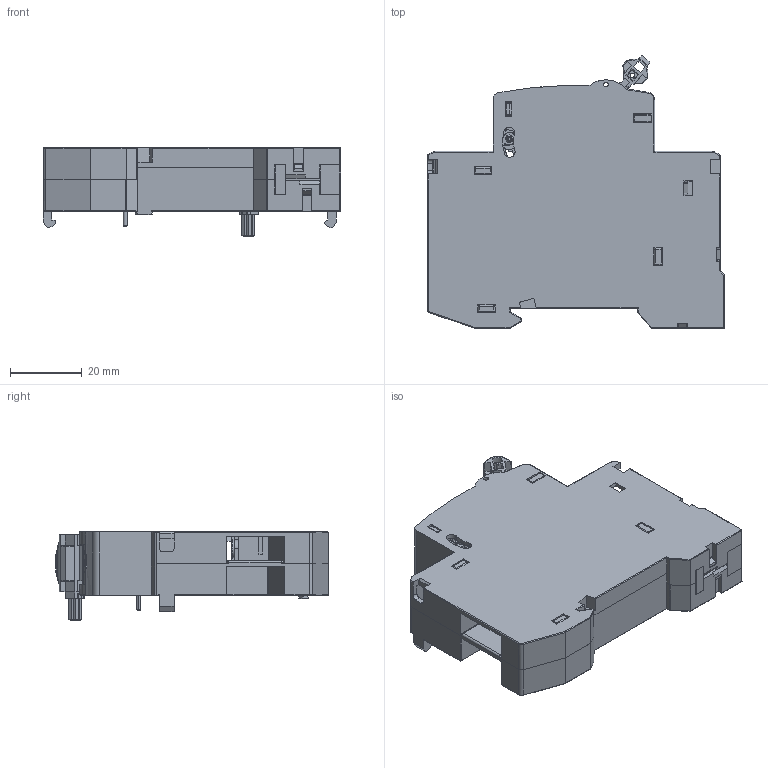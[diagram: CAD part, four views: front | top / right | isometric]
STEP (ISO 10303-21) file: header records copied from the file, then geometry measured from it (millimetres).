
FILE_DESCRIPTION (( 'STEP AP203' ), '1' );
FILE_NAME ('M2SH3--170796003.STEP', '2022-03-25T10:37:19', ( '' ), ( '' ), 'SwSTEP 2.0', 'SolidWorks 2017', '' );
FILE_SCHEMA (( 'CONFIG_CONTROL_DESIGN' ));
Products named in the file (1): M2SH3--170796003
Bounding box: 82.7 x 75.81 x 24.6 mm (x, y, z)
Surface area: 26396.4 mm2 (no closed solid volume)
Topology: 0 solids, 25 shells, 847 faces, 3557 edges, 2643 vertices
Faces by surface type: plane 461, cylinder 283, bspline 94, cone 7, torus 2
Entity records: 41660 total; most frequent: CARTESIAN_POINT 15329, ORIENTED_EDGE 5304, DIRECTION 4633, EDGE_CURVE 3523, VERTEX_POINT 2643, VECTOR 2201, LINE 2201, AXIS2_PLACEMENT_3D 1216
